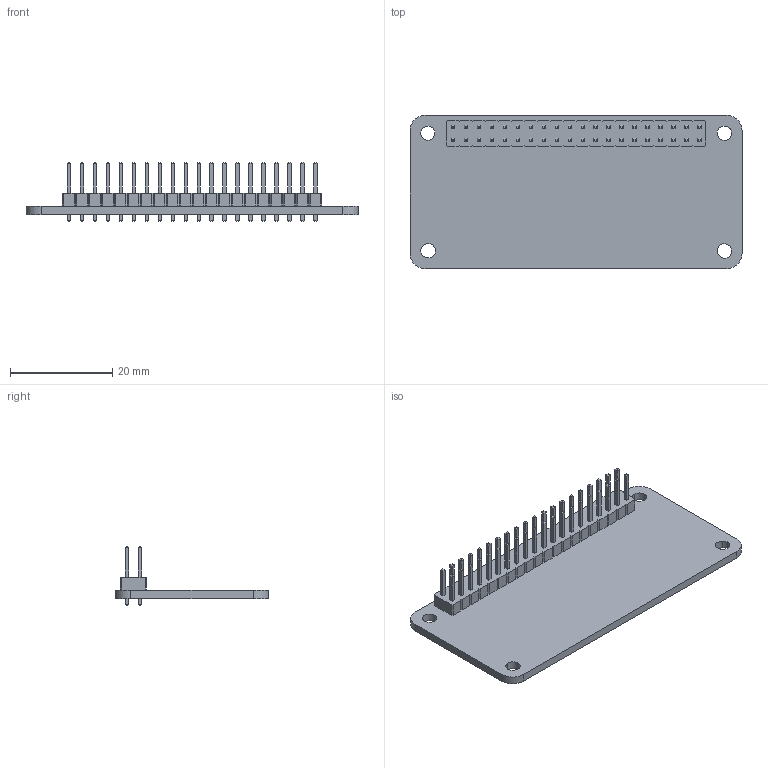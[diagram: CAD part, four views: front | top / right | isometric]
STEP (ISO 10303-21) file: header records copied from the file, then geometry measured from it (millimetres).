
FILE_DESCRIPTION(('KiCad electronic assembly'),'2;1');
FILE_NAME('Raspberry Pi Zero W.step','2019-01-22T14:48:39',('An Author') ,('A Company'),'Open CASCADE STEP processor 6.9', 'KiCad to STEP converter','Unknown');
FILE_SCHEMA(('AUTOMOTIVE_DESIGN { 1 0 10303 214 1 1 1 1 }'));
Length unit declared in the file: millimetre
Products named in the file (4): Open CASCADE STEP translator 6.9 1; PinHeader_2x20_P2.54mm_Vertical; SOLID; COMPOUND
Assembly tree (3 placements, depth 3):
  Open CASCADE STEP translator 6.9 1
    PinHeader_2x20_P2.54mm_Vertical
      SOLID
    COMPOUND
Bounding box: 65 x 30 x 11.54 mm (x, y, z)
Volume: 3812.2 mm3; surface area: 6038.2 mm2
Topology: 2 solids, 2 shells, 904 faces, 2140 edges, 1320 vertices
Faces by surface type: plane 850, cylinder 54
Full cylindrical faces by diameter (mm): 1 x40, 2.75 x1
Entity records: 59108 total; most frequent: CARTESIAN_POINT 8660, DIRECTION 8332, LINE 6192, VECTOR 6192, ORIENTED_EDGE 4280, PCURVE 4280, DEFINITIONAL_REPRESENTATION 4280, EDGE_CURVE 2140
